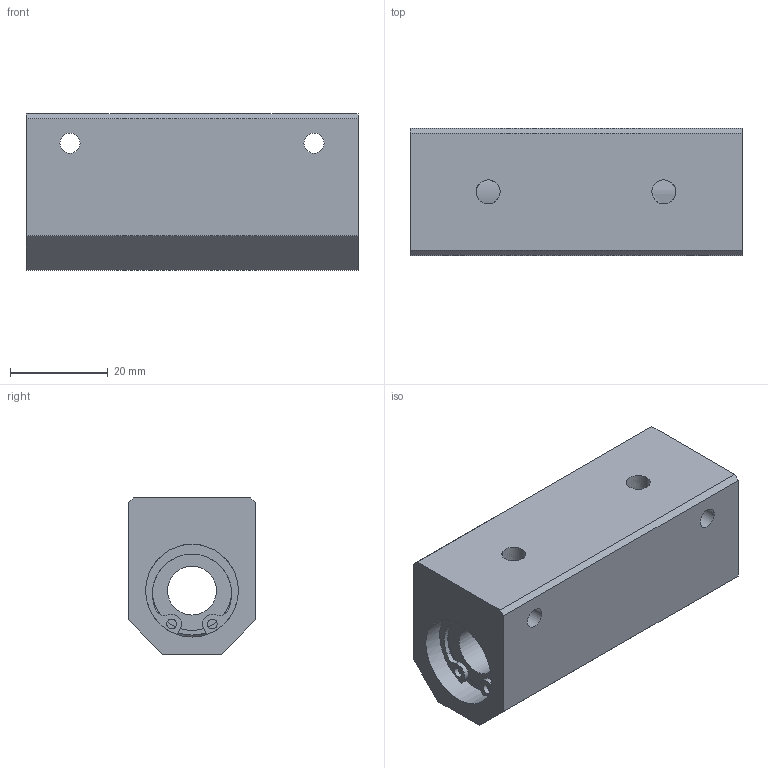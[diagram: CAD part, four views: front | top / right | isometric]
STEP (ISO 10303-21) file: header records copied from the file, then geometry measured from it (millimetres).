
FILE_DESCRIPTION((''),'2;1');
FILE_NAME('CHW10.stp','2011-10-24T13:27:44',('y'),(''),'Autodesk Inventor 11','Autodesk Inventor 11','');
FILE_SCHEMA(('AUTOMOTIVE_DESIGN { 1 0 10303 214 1 1 1 1 }'));
Length unit declared in the file: millimetre
Products named in the file (1): CHW10
Bounding box: 68 x 26 x 32 mm (x, y, z)
Volume: 44175 mm3; surface area: 13844.5 mm2
Topology: 1 solids, 6 shells, 90 faces, 215 edges, 135 vertices
Faces by surface type: bspline 40, plane 28, cylinder 20, torus 2
Full cylindrical faces by diameter (mm): 2 x2, 10 x1, 16.3 x2, 18 x2, 19 x7
Entity records: 2833 total; most frequent: CARTESIAN_POINT 957, DIRECTION 380, ORIENTED_EDGE 334, EDGE_CURVE 167, AXIS2_PLACEMENT_3D 164, EDGE_LOOP 148, VERTEX_POINT 119, CIRCLE 113
